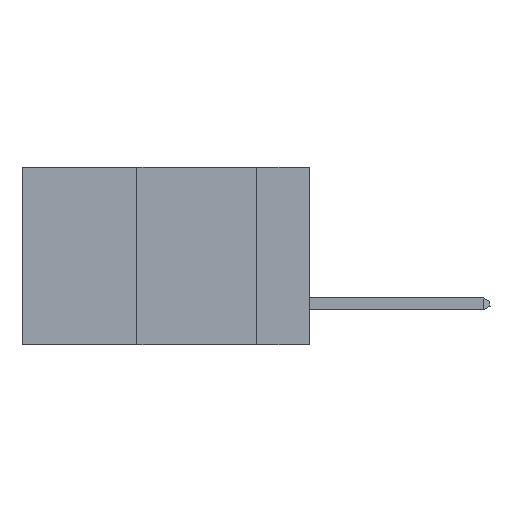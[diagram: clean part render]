
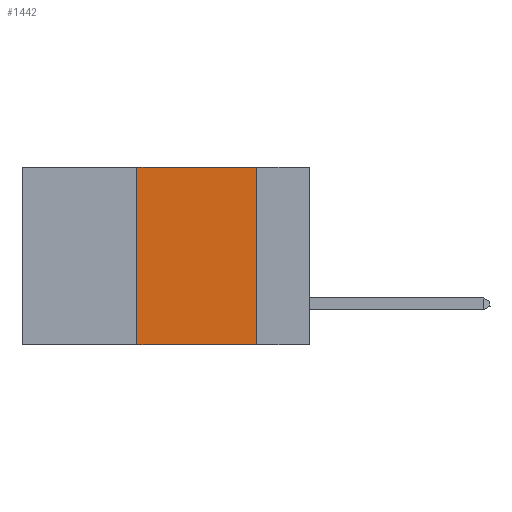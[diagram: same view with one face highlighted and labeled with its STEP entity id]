
A CAD part, left-side view. The second image highlights one B-rep face of the part: STEP entity #1442.
In plain terms, the highlighted planar face has unit normal (-1, 0, 0).
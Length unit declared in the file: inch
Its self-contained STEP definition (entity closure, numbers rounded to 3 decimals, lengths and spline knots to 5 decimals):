
#63 = ORIENTED_EDGE ( 'NONE', *, *, #1218, .F. ) ;
#187 = DIRECTION ( 'NONE',  ( 0., 0., 1. ) ) ;
#269 = DIRECTION ( 'NONE',  ( 0., 0., -1. ) ) ;
#353 = VECTOR ( 'NONE', #8467, 39.37008 ) ;
#515 = LINE ( 'NONE', #3974, #6160 ) ;
#758 = CARTESIAN_POINT ( 'NONE',  ( 0., 0.11, 0. ) ) ;
#761 = VECTOR ( 'NONE', #187, 39.37008 ) ;
#840 = CARTESIAN_POINT ( 'NONE',  ( 0., 0.36, 0. ) ) ;
#920 = AXIS2_PLACEMENT_3D ( 'NONE', #3312, #4119, #4813 ) ;
#925 = CARTESIAN_POINT ( 'NONE',  ( 0., 0.36, 0. ) ) ;
#990 = ORIENTED_EDGE ( 'NONE', *, *, #7603, .F. ) ;
#1124 = VERTEX_POINT ( 'NONE', #4513 ) ;
#1139 = CARTESIAN_POINT ( 'NONE',  ( 0., 0.6, -0.37 ) ) ;
#1218 = EDGE_CURVE ( 'NONE', #1124, #1746, #2706, .T. ) ;
#1442 = ADVANCED_FACE ( 'NONE', ( #9492 ), #3385, .F. ) ;
#1746 = VERTEX_POINT ( 'NONE', #925 ) ;
#1801 = EDGE_CURVE ( 'NONE', #2223, #7183, #515, .T. ) ;
#2223 = VERTEX_POINT ( 'NONE', #758 ) ;
#2706 = LINE ( 'NONE', #840, #761 ) ;
#3312 = CARTESIAN_POINT ( 'NONE',  ( 0., 0.6, 0. ) ) ;
#3360 = EDGE_CURVE ( 'NONE', #1124, #7183, #4488, .T. ) ;
#3385 = PLANE ( 'NONE',  #920 ) ;
#3974 = CARTESIAN_POINT ( 'NONE',  ( 0., 0.11, 0. ) ) ;
#4119 = DIRECTION ( 'NONE',  ( 1., 0., 0. ) ) ;
#4436 = ORIENTED_EDGE ( 'NONE', *, *, #3360, .T. ) ;
#4488 = LINE ( 'NONE', #1139, #353 ) ;
#4513 = CARTESIAN_POINT ( 'NONE',  ( 0., 0.36, -0.37 ) ) ;
#4813 = DIRECTION ( 'NONE',  ( 0., 0., -1. ) ) ;
#5293 = DIRECTION ( 'NONE',  ( 0., -1., 0. ) ) ;
#5738 = EDGE_LOOP ( 'NONE', ( #9165, #990, #63, #4436 ) ) ;
#6010 = LINE ( 'NONE', #8941, #6607 ) ;
#6160 = VECTOR ( 'NONE', #269, 39.37008 ) ;
#6607 = VECTOR ( 'NONE', #5293, 39.37008 ) ;
#7183 = VERTEX_POINT ( 'NONE', #8725 ) ;
#7603 = EDGE_CURVE ( 'NONE', #1746, #2223, #6010, .T. ) ;
#8467 = DIRECTION ( 'NONE',  ( 0., -1., 0. ) ) ;
#8725 = CARTESIAN_POINT ( 'NONE',  ( 0., 0.11, -0.37 ) ) ;
#8941 = CARTESIAN_POINT ( 'NONE',  ( 0., 0.6, 0. ) ) ;
#9165 = ORIENTED_EDGE ( 'NONE', *, *, #1801, .F. ) ;
#9492 = FACE_OUTER_BOUND ( 'NONE', #5738, .T. ) ;
